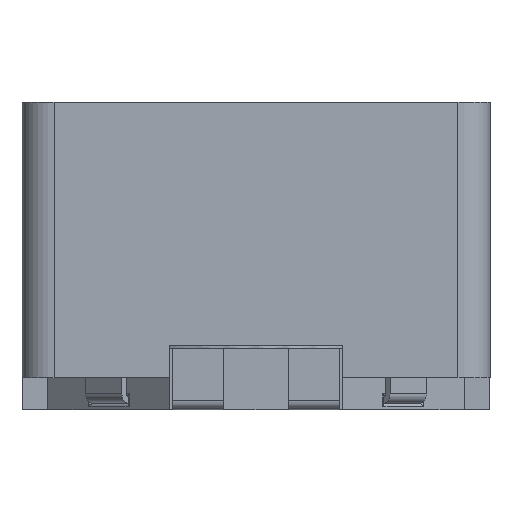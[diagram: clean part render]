
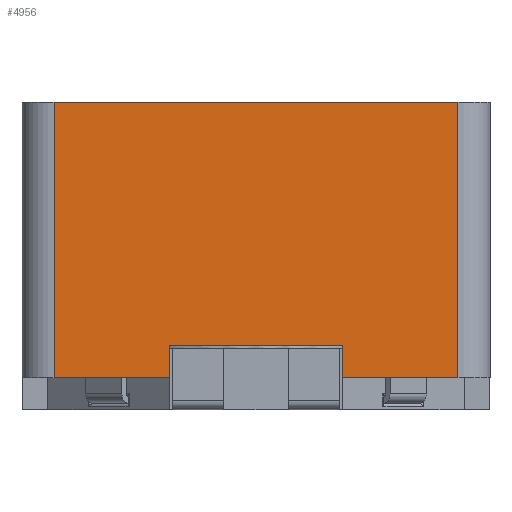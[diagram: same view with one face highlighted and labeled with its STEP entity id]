
A CAD part, front view. The second image highlights one B-rep face of the part: STEP entity #4956.
In plain terms, the highlighted face is planar.
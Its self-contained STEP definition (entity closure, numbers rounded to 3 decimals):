
#528=LINE('',#14848,#1004);
#533=LINE('',#14861,#1009);
#541=LINE('',#14891,#1017);
#546=LINE('',#14924,#1022);
#547=LINE('',#14927,#1023);
#548=LINE('',#14928,#1024);
#549=LINE('',#14929,#1025);
#550=LINE('',#14930,#1026);
#1004=VECTOR('',#7302,1000.);
#1009=VECTOR('',#7311,1000.);
#1017=VECTOR('',#7335,1000.);
#1022=VECTOR('',#7366,1000.);
#1023=VECTOR('',#7367,1000.);
#1024=VECTOR('',#7368,1000.);
#1025=VECTOR('',#7369,1000.);
#1026=VECTOR('',#7370,1000.);
#1549=PLANE('',#6441);
#2550=ORIENTED_EDGE('',*,*,#3445,.T.);
#2551=ORIENTED_EDGE('',*,*,#3446,.T.);
#2552=ORIENTED_EDGE('',*,*,#3409,.T.);
#2553=ORIENTED_EDGE('',*,*,#3447,.T.);
#2554=ORIENTED_EDGE('',*,*,#3429,.F.);
#2555=ORIENTED_EDGE('',*,*,#3448,.T.);
#2556=ORIENTED_EDGE('',*,*,#3415,.T.);
#2557=ORIENTED_EDGE('',*,*,#3449,.T.);
#3409=EDGE_CURVE('',#3937,#3936,#528,.T.);
#3415=EDGE_CURVE('',#3943,#3942,#533,.T.);
#3429=EDGE_CURVE('',#3956,#3957,#541,.T.);
#3445=EDGE_CURVE('',#3972,#3973,#546,.T.);
#3446=EDGE_CURVE('',#3973,#3937,#547,.T.);
#3447=EDGE_CURVE('',#3936,#3957,#548,.F.);
#3448=EDGE_CURVE('',#3956,#3943,#549,.T.);
#3449=EDGE_CURVE('',#3942,#3972,#550,.T.);
#3936=VERTEX_POINT('',#14847);
#3937=VERTEX_POINT('',#14849);
#3942=VERTEX_POINT('',#14860);
#3943=VERTEX_POINT('',#14862);
#3956=VERTEX_POINT('',#14890);
#3957=VERTEX_POINT('',#14892);
#3972=VERTEX_POINT('',#14925);
#3973=VERTEX_POINT('',#14926);
#4388=EDGE_LOOP('',(#2550,#2551,#2552,#2553,#2554,#2555,#2556,#2557));
#4692=FACE_BOUND('',#4388,.T.);
#4956=ADVANCED_FACE('',(#4692),#1549,.F.);
#6441=AXIS2_PLACEMENT_3D('',#14923,#7364,#7365);
#7302=DIRECTION('',(0.,-1.,0.));
#7311=DIRECTION('',(0.,-1.,0.));
#7335=DIRECTION('',(0.,-1.,0.));
#7364=DIRECTION('',(1.,0.,0.));
#7365=DIRECTION('',(0.,0.,-1.));
#7366=DIRECTION('',(0.,-1.,0.));
#7367=DIRECTION('',(0.,0.,-1.));
#7368=DIRECTION('',(0.,0.,-1.));
#7369=DIRECTION('',(0.,0.,-1.));
#7370=DIRECTION('',(0.,0.,1.));
#14847=CARTESIAN_POINT('',(-3.65,-3.15,0.));
#14848=CARTESIAN_POINT('',(-3.65,3.65,0.));
#14849=CARTESIAN_POINT('',(-3.65,-1.35,0.));
#14860=CARTESIAN_POINT('',(-3.65,1.35,0.));
#14861=CARTESIAN_POINT('',(-3.65,3.65,0.));
#14862=CARTESIAN_POINT('',(-3.65,3.15,0.));
#14890=CARTESIAN_POINT('',(-3.65,3.15,4.3));
#14891=CARTESIAN_POINT('',(-3.65,3.65,4.3));
#14892=CARTESIAN_POINT('',(-3.65,-3.15,4.3));
#14923=CARTESIAN_POINT('',(-3.65,3.65,4.3));
#14924=CARTESIAN_POINT('',(-3.65,3.65,0.5));
#14925=CARTESIAN_POINT('',(-3.65,1.35,0.5));
#14926=CARTESIAN_POINT('',(-3.65,-1.35,0.5));
#14927=CARTESIAN_POINT('',(-3.65,-1.35,4.3));
#14928=CARTESIAN_POINT('',(-3.65,-3.15,4.3));
#14929=CARTESIAN_POINT('',(-3.65,3.15,4.3));
#14930=CARTESIAN_POINT('',(-3.65,1.35,4.3));
